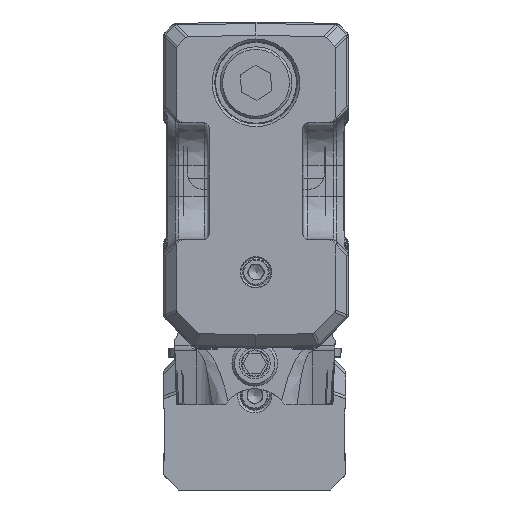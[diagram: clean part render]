
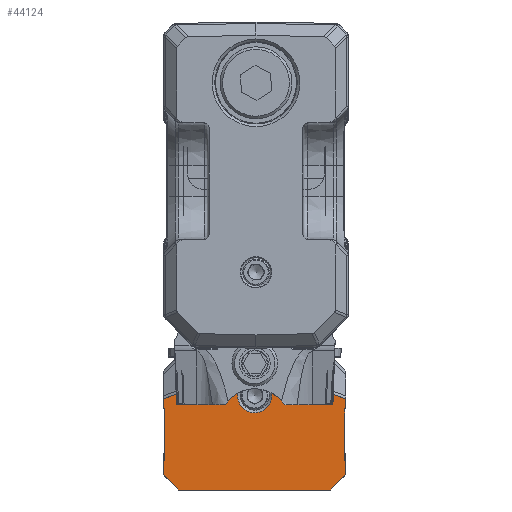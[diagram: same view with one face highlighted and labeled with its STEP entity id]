
A CAD part, front view. The second image highlights one B-rep face of the part: STEP entity #44124.
In plain terms, the highlighted planar face has unit normal (0, -1, 0).
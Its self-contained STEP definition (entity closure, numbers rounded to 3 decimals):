
#16355=PLANE('',#121728);
#17855=FACE_BOUND('',#56150,.T.);
#17856=FACE_BOUND('',#56151,.T.);
#27482=LINE('',#184391,#35769);
#27483=LINE('',#184393,#35770);
#27496=LINE('',#184429,#35783);
#27517=LINE('',#184491,#35804);
#27523=LINE('',#184513,#35810);
#27534=LINE('',#184541,#35821);
#27746=LINE('',#185610,#36033);
#27765=LINE('',#185771,#36052);
#27775=LINE('',#185795,#36062);
#28403=LINE('',#197417,#36763);
#28416=LINE('',#197446,#36776);
#28564=LINE('',#199127,#36924);
#28580=LINE('',#199211,#36940);
#28614=LINE('',#199368,#36974);
#28617=LINE('',#199374,#36977);
#28715=LINE('',#200041,#37075);
#28727=LINE('',#200071,#37087);
#28728=LINE('',#200074,#37088);
#35769=VECTOR('',#137184,1.);
#35770=VECTOR('',#137187,1.);
#35783=VECTOR('',#137214,1.);
#35804=VECTOR('',#137269,1.);
#35810=VECTOR('',#137289,1.);
#35821=VECTOR('',#137312,1.);
#36033=VECTOR('',#138254,1.);
#36052=VECTOR('',#138315,1.);
#36062=VECTOR('',#138335,1.);
#36763=VECTOR('',#141070,1.);
#36776=VECTOR('',#141097,1.);
#36924=VECTOR('',#141613,1.);
#36940=VECTOR('',#141695,1.);
#36974=VECTOR('',#141785,1.);
#36977=VECTOR('',#141792,1.);
#37075=VECTOR('',#142216,1.);
#37087=VECTOR('',#142264,1.);
#37088=VECTOR('',#142269,1.);
#44124=ADVANCED_FACE('',(#17855,#17856),#16355,.F.);
#56150=EDGE_LOOP('',(#79251,#79252,#79253,#79254,#79255,#79256,#79257,#79258,
#79259,#79260,#79261,#79262,#79263,#79264,#79265,#79266,#79267,#79268,#79269,
#79270,#79271,#79272));
#56151=EDGE_LOOP('',(#79273));
#79251=ORIENTED_EDGE('',*,*,#106059,.T.);
#79252=ORIENTED_EDGE('',*,*,#103154,.T.);
#79253=ORIENTED_EDGE('',*,*,#103155,.F.);
#79254=ORIENTED_EDGE('',*,*,#103173,.T.);
#79255=ORIENTED_EDGE('',*,*,#106058,.T.);
#79256=ORIENTED_EDGE('',*,*,#105807,.T.);
#79257=ORIENTED_EDGE('',*,*,#103741,.F.);
#79258=ORIENTED_EDGE('',*,*,#105874,.T.);
#79259=ORIENTED_EDGE('',*,*,#106046,.T.);
#79260=ORIENTED_EDGE('',*,*,#103228,.T.);
#79261=ORIENTED_EDGE('',*,*,#103214,.T.);
#79262=ORIENTED_EDGE('',*,*,#103203,.T.);
#79263=ORIENTED_EDGE('',*,*,#103728,.T.);
#79264=ORIENTED_EDGE('',*,*,#105877,.F.);
#79265=ORIENTED_EDGE('',*,*,#105525,.F.);
#79266=ORIENTED_EDGE('',*,*,#105527,.F.);
#79267=ORIENTED_EDGE('',*,*,#105936,.F.);
#79268=ORIENTED_EDGE('',*,*,#103679,.T.);
#79269=ORIENTED_EDGE('',*,*,#105938,.T.);
#79270=ORIENTED_EDGE('',*,*,#105832,.T.);
#79271=ORIENTED_EDGE('',*,*,#105831,.T.);
#79272=ORIENTED_EDGE('',*,*,#105512,.T.);
#79273=ORIENTED_EDGE('',*,*,#103455,.T.);
#91559=VERTEX_POINT('',#184388);
#91560=VERTEX_POINT('',#184390);
#91561=VERTEX_POINT('',#184394);
#91576=VERTEX_POINT('',#184428);
#91597=VERTEX_POINT('',#184485);
#91600=VERTEX_POINT('',#184490);
#91610=VERTEX_POINT('',#184514);
#91619=VERTEX_POINT('',#184538);
#91805=VERTEX_POINT('',#185102);
#91983=VERTEX_POINT('',#185609);
#91984=VERTEX_POINT('',#185611);
#92030=VERTEX_POINT('',#185770);
#92039=VERTEX_POINT('',#185794);
#92040=VERTEX_POINT('',#185796);
#93165=VERTEX_POINT('',#197416);
#93166=VERTEX_POINT('',#197418);
#93172=VERTEX_POINT('',#197439);
#93173=VERTEX_POINT('',#197441);
#93174=VERTEX_POINT('',#197445);
#93292=VERTEX_POINT('',#199125);
#93303=VERTEX_POINT('',#199208);
#93304=VERTEX_POINT('',#199212);
#93318=VERTEX_POINT('',#199367);
#103154=EDGE_CURVE('',#91559,#91560,#27482,.T.);
#103155=EDGE_CURVE('',#91561,#91560,#27483,.T.);
#103173=EDGE_CURVE('',#91561,#91576,#27496,.T.);
#103203=EDGE_CURVE('',#91597,#91600,#27517,.T.);
#103214=EDGE_CURVE('',#91610,#91597,#27523,.T.);
#103228=EDGE_CURVE('',#91619,#91610,#27534,.T.);
#103455=EDGE_CURVE('',#91805,#91805,#111633,.T.);
#103679=EDGE_CURVE('',#91984,#91983,#27746,.T.);
#103728=EDGE_CURVE('',#91600,#92030,#27765,.T.);
#103741=EDGE_CURVE('',#92039,#92040,#27775,.T.);
#105512=EDGE_CURVE('',#93166,#93165,#28403,.T.);
#105525=EDGE_CURVE('',#93173,#93172,#112193,.T.);
#105527=EDGE_CURVE('',#93174,#93173,#28416,.T.);
#105807=EDGE_CURVE('',#93292,#92040,#28564,.T.);
#105831=EDGE_CURVE('',#93303,#93166,#112227,.T.);
#105832=EDGE_CURVE('',#93304,#93303,#28580,.T.);
#105874=EDGE_CURVE('',#92039,#93318,#28614,.T.);
#105877=EDGE_CURVE('',#93172,#92030,#28617,.T.);
#105936=EDGE_CURVE('',#91984,#93174,#112243,.T.);
#105938=EDGE_CURVE('',#91983,#93304,#112244,.T.);
#106046=EDGE_CURVE('',#93318,#91619,#28715,.T.);
#106058=EDGE_CURVE('',#91576,#93292,#28727,.T.);
#106059=EDGE_CURVE('',#93165,#91559,#28728,.T.);
#111633=CIRCLE('',#120070,1.7);
#112193=CIRCLE('',#121295,0.8);
#112227=CIRCLE('',#121512,0.8);
#112243=CIRCLE('',#121604,0.8);
#112244=CIRCLE('',#121608,0.8);
#120070=AXIS2_PLACEMENT_3D('',#185101,#137789,#137790);
#121295=AXIS2_PLACEMENT_3D('',#197442,#141092,#141093);
#121512=AXIS2_PLACEMENT_3D('',#199209,#141691,#141692);
#121604=AXIS2_PLACEMENT_3D('',#199691,#141936,#141937);
#121608=AXIS2_PLACEMENT_3D('',#199696,#141945,#141946);
#121728=AXIS2_PLACEMENT_3D('',#200076,#142272,#142273);
#137184=DIRECTION('',(1.,0.,0.));
#137187=DIRECTION('',(0.,0.,1.));
#137214=DIRECTION('',(-1.,0.,0.));
#137269=DIRECTION('',(1.,0.,0.));
#137289=DIRECTION('',(0.,0.,1.));
#137312=DIRECTION('',(-1.,0.,0.));
#137789=DIRECTION('',(0.,1.,0.));
#137790=DIRECTION('',(-1.,0.,0.));
#138254=DIRECTION('',(-1.,0.,0.));
#138315=DIRECTION('',(0.,0.,1.));
#138335=DIRECTION('',(-1.,0.,0.));
#141070=DIRECTION('',(-0.94,0.,-0.342));
#141092=DIRECTION('',(0.,-1.,0.));
#141093=DIRECTION('',(-1.,0.,0.));
#141097=DIRECTION('',(-0.5,0.,-0.866));
#141613=DIRECTION('',(0.707,0.,-0.707));
#141691=DIRECTION('',(0.,1.,0.));
#141692=DIRECTION('',(-1.,0.,0.));
#141695=DIRECTION('',(0.5,0.,-0.866));
#141785=DIRECTION('',(0.707,0.,0.707));
#141792=DIRECTION('',(0.94,0.,-0.342));
#141936=DIRECTION('',(0.,1.,0.));
#141937=DIRECTION('',(-1.,0.,0.));
#141945=DIRECTION('',(0.,-1.,0.));
#141946=DIRECTION('',(-1.,0.,0.));
#142216=DIRECTION('',(0.,0.,1.));
#142264=DIRECTION('',(0.,0.,-1.));
#142269=DIRECTION('',(0.,0.,-1.));
#142272=DIRECTION('',(0.,1.,0.));
#142273=DIRECTION('',(0.,0.,1.));
#184388=CARTESIAN_POINT('',(-9.,277.5,-38.2));
#184390=CARTESIAN_POINT('',(-8.885,277.5,-38.2));
#184391=CARTESIAN_POINT('',(0.,277.5,-38.2));
#184393=CARTESIAN_POINT('',(-8.885,277.5,-46.2));
#184394=CARTESIAN_POINT('',(-8.885,277.5,-43.285));
#184428=CARTESIAN_POINT('',(-9.,277.5,-43.285));
#184429=CARTESIAN_POINT('',(0.,277.5,-43.285));
#184485=CARTESIAN_POINT('',(8.885,277.5,-38.2));
#184490=CARTESIAN_POINT('',(9.,277.5,-38.2));
#184491=CARTESIAN_POINT('',(0.,277.5,-38.2));
#184513=CARTESIAN_POINT('',(8.885,277.5,-46.2));
#184514=CARTESIAN_POINT('',(8.885,277.5,-43.285));
#184538=CARTESIAN_POINT('',(9.,277.5,-43.285));
#184541=CARTESIAN_POINT('',(0.,277.5,-43.285));
#185101=CARTESIAN_POINT('',(0.,277.5,-36.874));
#185102=CARTESIAN_POINT('',(-1.7,277.5,-36.874));
#185609=CARTESIAN_POINT('',(-5.922,277.5,-33.2));
#185610=CARTESIAN_POINT('',(0.,277.5,-33.2));
#185611=CARTESIAN_POINT('',(5.922,277.5,-33.2));
#185770=CARTESIAN_POINT('',(9.,277.5,-37.2));
#185771=CARTESIAN_POINT('',(9.,277.5,-46.2));
#185794=CARTESIAN_POINT('',(7.5,277.5,-46.2));
#185795=CARTESIAN_POINT('',(0.,277.5,-46.2));
#185796=CARTESIAN_POINT('',(-7.5,277.5,-46.2));
#197416=CARTESIAN_POINT('',(-9.,277.5,-37.2));
#197417=CARTESIAN_POINT('',(-3.945,277.5,-35.36));
#197418=CARTESIAN_POINT('',(-5.922,277.5,-36.08));
#197439=CARTESIAN_POINT('',(5.922,277.5,-36.08));
#197441=CARTESIAN_POINT('',(5.502,277.5,-34.928));
#197442=CARTESIAN_POINT('',(6.195,277.5,-35.328));
#197445=CARTESIAN_POINT('',(5.985,277.5,-34.092));
#197446=CARTESIAN_POINT('',(-0.754,277.5,-45.765));
#199125=CARTESIAN_POINT('',(-9.,277.5,-44.7));
#199127=CARTESIAN_POINT('',(-3.75,277.5,-49.95));
#199208=CARTESIAN_POINT('',(-5.502,277.5,-34.928));
#199209=CARTESIAN_POINT('',(-6.195,277.5,-35.328));
#199211=CARTESIAN_POINT('',(0.754,277.5,-45.765));
#199212=CARTESIAN_POINT('',(-5.985,277.5,-34.092));
#199367=CARTESIAN_POINT('',(9.,277.5,-44.7));
#199368=CARTESIAN_POINT('',(3.75,277.5,-49.95));
#199374=CARTESIAN_POINT('',(3.945,277.5,-35.36));
#199691=CARTESIAN_POINT('',(5.292,277.5,-33.692));
#199696=CARTESIAN_POINT('',(-5.292,277.5,-33.692));
#200041=CARTESIAN_POINT('',(9.,277.5,-46.2));
#200071=CARTESIAN_POINT('',(-9.,277.5,-46.2));
#200074=CARTESIAN_POINT('',(-9.,277.5,-46.2));
#200076=CARTESIAN_POINT('',(0.,277.5,-46.2));
